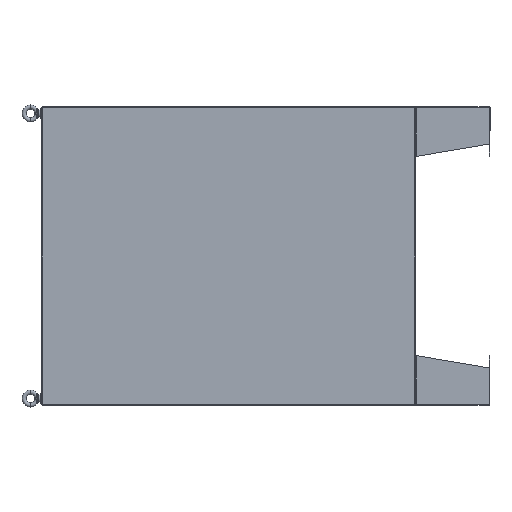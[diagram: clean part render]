
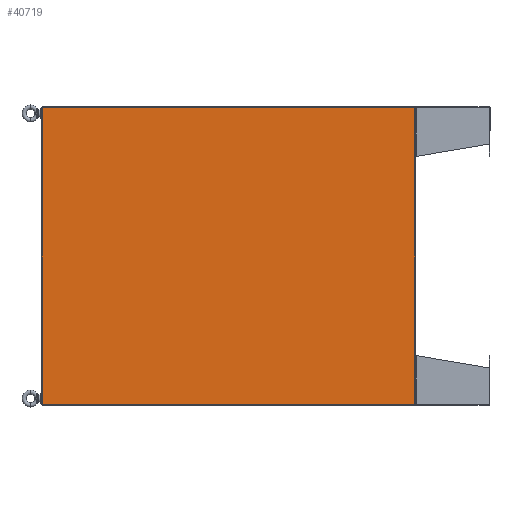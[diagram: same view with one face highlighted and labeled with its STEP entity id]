
A CAD part, left-side view. The second image highlights one B-rep face of the part: STEP entity #40719.
In plain terms, the highlighted face is planar.
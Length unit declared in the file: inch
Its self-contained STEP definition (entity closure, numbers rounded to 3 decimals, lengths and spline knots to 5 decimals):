
#417 = CARTESIAN_POINT ( 'NONE',  ( -24.03125, 0.095, -29.9675 ) ) ;
#1129 = CARTESIAN_POINT ( 'NONE',  ( -23.88825, 0.095, -29.9675 ) ) ;
#8546 = VERTEX_POINT ( 'NONE', #58337 ) ;
#21365 = DIRECTION ( 'NONE',  ( 0., 0., 1. ) ) ;
#23175 = EDGE_LOOP ( 'NONE', ( #172997, #178946, #95764, #155516 ) ) ;
#27668 = CARTESIAN_POINT ( 'NONE',  ( 23.88825, 0.095, -29.9675 ) ) ;
#29651 = EDGE_CURVE ( 'NONE', #68286, #145556, #118290, .T. ) ;
#40719 = ADVANCED_FACE ( 'NONE', ( #122248 ), #102317, .F. ) ;
#47768 = DIRECTION ( 'NONE',  ( 0., 0., -1. ) ) ;
#53760 = CARTESIAN_POINT ( 'NONE',  ( -24.03125, 0.095, -29.9675 ) ) ;
#58337 = CARTESIAN_POINT ( 'NONE',  ( 23.88825, 0.095, 29.9675 ) ) ;
#64838 = EDGE_CURVE ( 'NONE', #8546, #68286, #76406, .T. ) ;
#68286 = VERTEX_POINT ( 'NONE', #153034 ) ;
#71484 = DIRECTION ( 'NONE',  ( 0., 0., -1. ) ) ;
#76406 = LINE ( 'NONE', #77257, #186625 ) ;
#77257 = CARTESIAN_POINT ( 'NONE',  ( -24.03125, 0.095, 29.9675 ) ) ;
#89755 = LINE ( 'NONE', #417, #173058 ) ;
#95764 = ORIENTED_EDGE ( 'NONE', *, *, #157947, .F. ) ;
#100107 = CARTESIAN_POINT ( 'NONE',  ( 23.88825, 0.095, -29.9675 ) ) ;
#102317 = PLANE ( 'NONE',  #119402 ) ;
#108646 = LINE ( 'NONE', #100107, #191968 ) ;
#111349 = DIRECTION ( 'NONE',  ( 1., 0., 0. ) ) ;
#118290 = LINE ( 'NONE', #1129, #162466 ) ;
#119402 = AXIS2_PLACEMENT_3D ( 'NONE', #53760, #165299, #71484 ) ;
#122248 = FACE_OUTER_BOUND ( 'NONE', #23175, .T. ) ;
#126878 = VERTEX_POINT ( 'NONE', #27668 ) ;
#138045 = EDGE_CURVE ( 'NONE', #145556, #126878, #89755, .T. ) ;
#145556 = VERTEX_POINT ( 'NONE', #174449 ) ;
#153034 = CARTESIAN_POINT ( 'NONE',  ( -23.88825, 0.095, 29.9675 ) ) ;
#155516 = ORIENTED_EDGE ( 'NONE', *, *, #138045, .F. ) ;
#157947 = EDGE_CURVE ( 'NONE', #126878, #8546, #108646, .T. ) ;
#162466 = VECTOR ( 'NONE', #47768, 39.37008 ) ;
#165299 = DIRECTION ( 'NONE',  ( 0., -1., 0. ) ) ;
#172997 = ORIENTED_EDGE ( 'NONE', *, *, #29651, .F. ) ;
#173058 = VECTOR ( 'NONE', #111349, 39.37008 ) ;
#174449 = CARTESIAN_POINT ( 'NONE',  ( -23.88825, 0.095, -29.9675 ) ) ;
#178946 = ORIENTED_EDGE ( 'NONE', *, *, #64838, .F. ) ;
#186625 = VECTOR ( 'NONE', #187483, 39.37008 ) ;
#187483 = DIRECTION ( 'NONE',  ( -1., 0., 0. ) ) ;
#191968 = VECTOR ( 'NONE', #21365, 39.37008 ) ;
